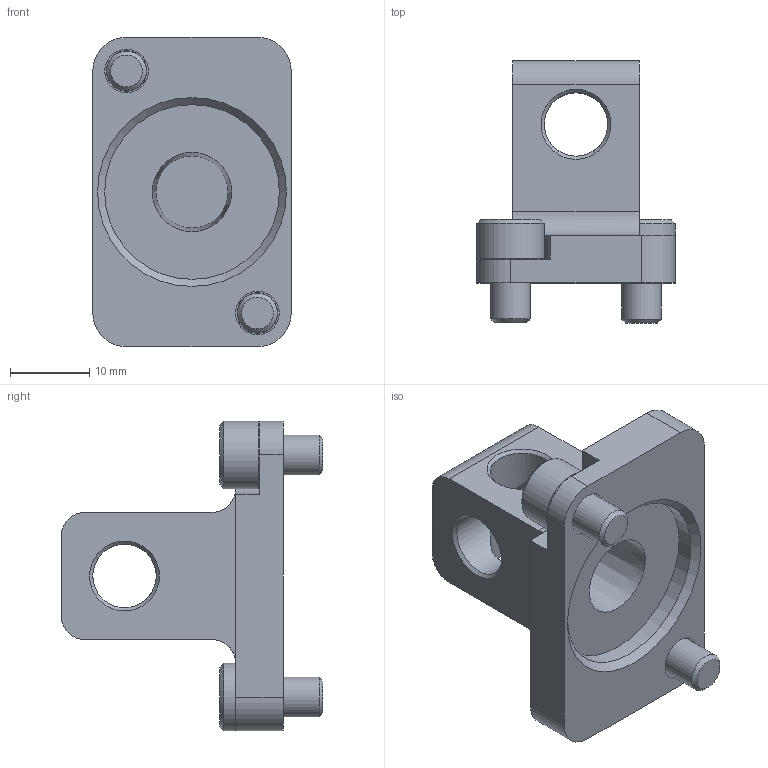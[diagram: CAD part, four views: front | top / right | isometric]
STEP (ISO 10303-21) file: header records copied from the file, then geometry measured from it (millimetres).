
FILE_DESCRIPTION(/* description */ ('STEP AP214'),/* implementation_level */ '2;1');
FILE_NAME(/* name */ '151925_SZSB-25',/* time_stamp */ '2024-09-15T15:21:08+02:00',/* author */ ('License CC BY-ND 4.0'),/* organization */ ('CADENAS'),/* preprocessor_version */ 'ST-DEVELOPER v19.3',/* originating_system */ 'PARTsolutions',/* authorisation */ ' ');
FILE_SCHEMA (('AUTOMOTIVE_DESIGN {1 0 10303 214 3 1 1}'));
Length unit declared in the file: millimetre
Products named in the file (3): 151925 SZSB-25; 151925 SZSB-25_G; DIN-912 - M5x8(F)
Assembly tree (3 placements, depth 2):
  151925 SZSB-25
    151925 SZSB-25_G
    DIN-912 - M5x8(F)  x2
Bounding box: 25 x 33 x 39 mm (x, y, z)
Volume: 8384.5 mm3; surface area: 5557.5 mm2
Topology: 3 solids, 3 shells, 99 faces, 221 edges, 130 vertices
Faces by surface type: plane 50, cone 28, cylinder 21
Full cylindrical faces by diameter (mm): 5 x2, 5.5 x2, 8 x4, 8.5 x2, 22 x1
Entity records: 2002 total; most frequent: DIRECTION 348, CARTESIAN_POINT 346, ORIENTED_EDGE 286, EDGE_CURVE 143, AXIS2_PLACEMENT_3D 138, FACE_BOUND 103, EDGE_LOOP 102, VERTEX_POINT 98
